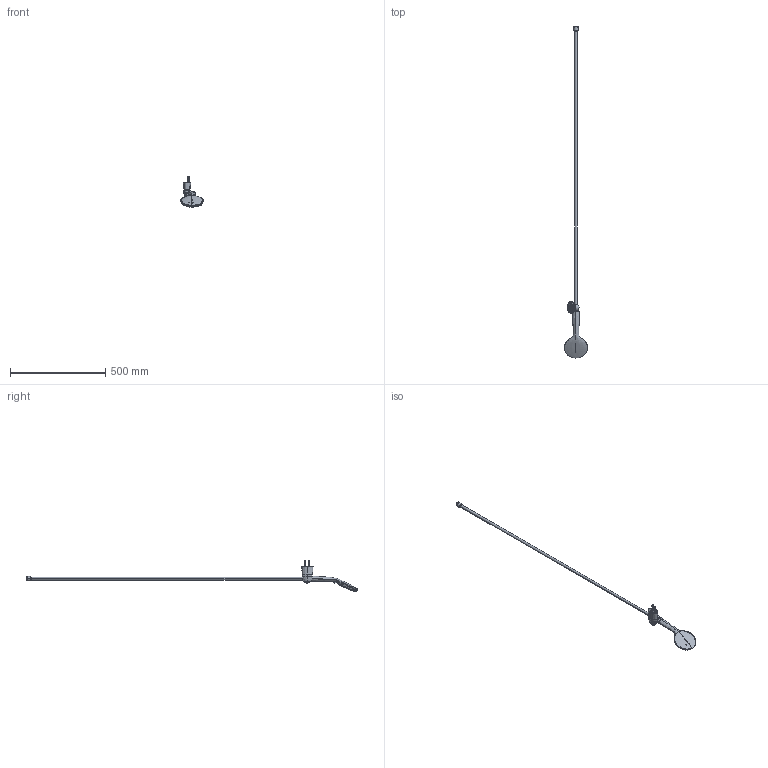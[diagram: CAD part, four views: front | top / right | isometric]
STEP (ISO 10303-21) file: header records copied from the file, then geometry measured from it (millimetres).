
FILE_DESCRIPTION((''),'2;1');
FILE_NAME('GM-3394-HB1153_ASM','2021-10-05T',('fth20'),(''),'CREO PARAMETRIC BY PTC INC, 2015480','CREO PARAMETRIC BY PTC INC, 2015480','');
FILE_SCHEMA(('CONFIG_CONTROL_DESIGN'));
Products named in the file (24): D99GM0-R01; D99GM0-R02; D99GM0-R07; D99GM0-R06; D99GM0-R05; D99GM0-R04; D99GM0-R03; D99GM0_ASM; B41123-01_1; NO_1; B01023-110_1; B41123-02_1; B41123-03_1; B41123-04_1; B41123-MB_ASM_1_ASM; H8V122-16_1; B41123-06_1; B07015-11_1; B41123-08_1; 1L3070-00_ASM_1; B41123-00_ASM_2_ASM; F3394A_ASM; HB1153ECRHL0; GM-3394-HB1153_ASM
Assembly tree (25 placements, depth 5):
  GM-3394-HB1153_ASM
    D99GM0_ASM
      D99GM0-R01  x2
      D99GM0-R02  x2
      D99GM0-R07
      D99GM0-R06
      D99GM0-R05
      D99GM0-R04
      D99GM0-R03
    F3394A_ASM
      B41123-00_ASM_2_ASM
        B41123-01_1
        NO_1
        B01023-110_1
        B41123-MB_ASM_1_ASM
          B41123-02_1
          B41123-03_1
          B41123-04_1
        H8V122-16_1
        B41123-06_1
        B07015-11_1
        B41123-08_1
        1L3070-00_ASM_1
    HB1153ECRHL0
Bounding box: 120.42 x 1744.47 x 159.95 mm (x, y, z)
Volume: 405876.6 mm3; surface area: 281456.3 mm2
Topology: 20 solids, 22 shells, 3085 faces, 8435 edges, 5481 vertices
Faces by surface type: bspline 762, cone 714, plane 687, cylinder 545, torus 306, sphere 39, revolution 19, extrusion 13
Entity records: 170159 total; most frequent: CARTESIAN_POINT 104893, ORIENTED_EDGE 15200, DIRECTION 10952, EDGE_CURVE 7604, VERTEX_POINT 4951, AXIS2_PLACEMENT_3D 4402, EDGE_LOOP 3343, B_SPLINE_CURVE_WITH_KNOTS 3243
